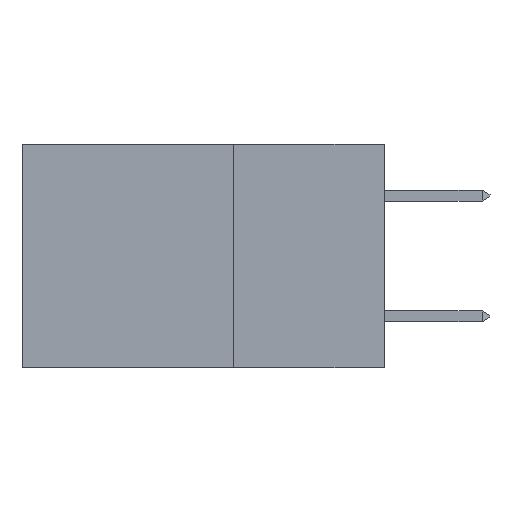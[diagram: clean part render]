
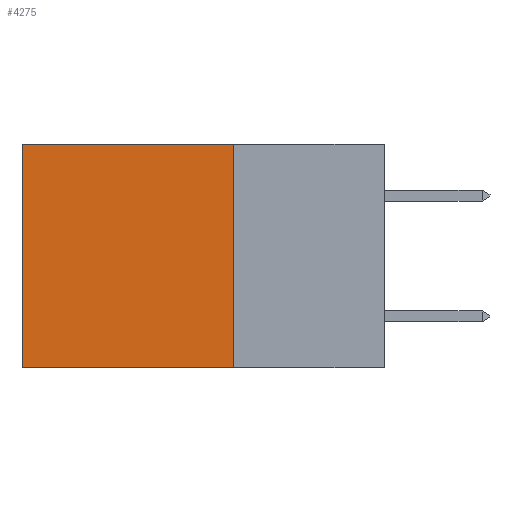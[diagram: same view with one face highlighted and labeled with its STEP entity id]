
A CAD part, left-side view. The second image highlights one B-rep face of the part: STEP entity #4275.
In plain terms, the highlighted planar face has unit normal (-1, 0, 0).
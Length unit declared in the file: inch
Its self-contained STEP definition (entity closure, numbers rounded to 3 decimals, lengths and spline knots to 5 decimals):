
#166 = VECTOR ( 'NONE', #4620, 39.37008 ) ;
#1005 = EDGE_CURVE ( 'NONE', #6957, #13704, #16282, .T. ) ;
#1398 = CARTESIAN_POINT ( 'NONE',  ( 0.2875, 0.6, 0. ) ) ;
#2037 = DIRECTION ( 'NONE',  ( 0., 0., -1. ) ) ;
#3086 = EDGE_CURVE ( 'NONE', #5167, #7093, #5677, .T. ) ;
#3714 = DIRECTION ( 'NONE',  ( 0., 1., 0. ) ) ;
#4275 = ADVANCED_FACE ( 'NONE', ( #8705 ), #20331, .F. ) ;
#4293 = CARTESIAN_POINT ( 'NONE',  ( 0.2875, 0.25, -0.37 ) ) ;
#4620 = DIRECTION ( 'NONE',  ( 0., 0., -1. ) ) ;
#4675 = EDGE_CURVE ( 'NONE', #13704, #7093, #16222, .T. ) ;
#4918 = VECTOR ( 'NONE', #14306, 39.37008 ) ;
#5095 = ORIENTED_EDGE ( 'NONE', *, *, #4675, .T. ) ;
#5167 = VERTEX_POINT ( 'NONE', #17785 ) ;
#5599 = ORIENTED_EDGE ( 'NONE', *, *, #16608, .F. ) ;
#5677 = LINE ( 'NONE', #4293, #4918 ) ;
#6957 = VERTEX_POINT ( 'NONE', #7493 ) ;
#7093 = VERTEX_POINT ( 'NONE', #10695 ) ;
#7493 = CARTESIAN_POINT ( 'NONE',  ( 0.2875, 0.25, 0. ) ) ;
#7768 = VECTOR ( 'NONE', #3714, 39.37008 ) ;
#7873 = AXIS2_PLACEMENT_3D ( 'NONE', #11964, #10453, #2037 ) ;
#8705 = FACE_OUTER_BOUND ( 'NONE', #19767, .T. ) ;
#9818 = VECTOR ( 'NONE', #17158, 39.37008 ) ;
#10453 = DIRECTION ( 'NONE',  ( 1., 0., 0. ) ) ;
#10695 = CARTESIAN_POINT ( 'NONE',  ( 0.2875, 0.6, -0.37 ) ) ;
#11964 = CARTESIAN_POINT ( 'NONE',  ( 0.2875, 0.25, 0. ) ) ;
#12361 = ORIENTED_EDGE ( 'NONE', *, *, #3086, .F. ) ;
#12597 = ORIENTED_EDGE ( 'NONE', *, *, #1005, .T. ) ;
#13704 = VERTEX_POINT ( 'NONE', #19892 ) ;
#14306 = DIRECTION ( 'NONE',  ( 0., 1., 0. ) ) ;
#16222 = LINE ( 'NONE', #1398, #166 ) ;
#16282 = LINE ( 'NONE', #20086, #7768 ) ;
#16608 = EDGE_CURVE ( 'NONE', #6957, #5167, #18080, .T. ) ;
#17081 = CARTESIAN_POINT ( 'NONE',  ( 0.2875, 0.25, 0. ) ) ;
#17158 = DIRECTION ( 'NONE',  ( 0., 0., -1. ) ) ;
#17785 = CARTESIAN_POINT ( 'NONE',  ( 0.2875, 0.25, -0.37 ) ) ;
#18080 = LINE ( 'NONE', #17081, #9818 ) ;
#19767 = EDGE_LOOP ( 'NONE', ( #5095, #12361, #5599, #12597 ) ) ;
#19892 = CARTESIAN_POINT ( 'NONE',  ( 0.2875, 0.6, 0. ) ) ;
#20086 = CARTESIAN_POINT ( 'NONE',  ( 0.2875, 0.25, 0. ) ) ;
#20331 = PLANE ( 'NONE',  #7873 ) ;
